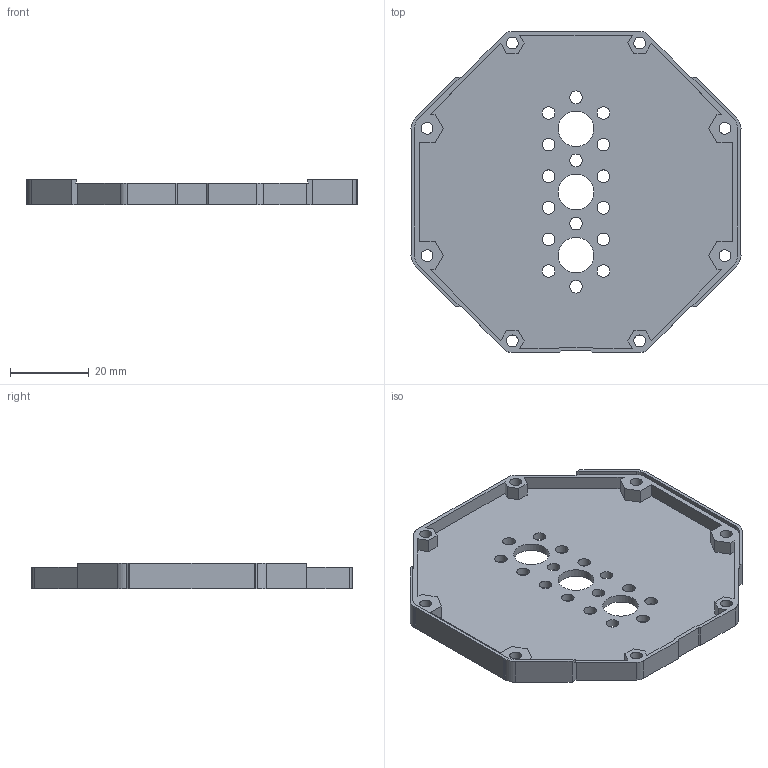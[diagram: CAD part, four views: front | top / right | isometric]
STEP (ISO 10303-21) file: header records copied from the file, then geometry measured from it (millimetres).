
FILE_DESCRIPTION(/* description */ (''),/* implementation_level */ '2;1');
FILE_NAME(/* name */ '70faf77c-d06b-4068-b7b8-60f0b36f6806.stp',/* time_stamp */ '2021-01-16T22:35:39+00:00',/* author */ (''),/* organization */ (''),/* preprocessor_version */ 'ST-DEVELOPER v18.1',/* originating_system */ 'Autodesk Translation Framework v9.7.1.1290',/* authorisation */ '');
FILE_SCHEMA (('AUTOMOTIVE_DESIGN { 1 0 10303 214 3 1 1 }'));
Length unit declared in the file: millimetre
Products named in the file (1): Rev Robotics RoverWing Mounting Plate
Bounding box: 83.7 x 81.28 x 6.5 mm (x, y, z)
Volume: 12595 mm3; surface area: 14332.7 mm2
Topology: 1 solids, 1 shells, 150 faces, 429 edges, 286 vertices
Faces by surface type: plane 111, cylinder 39
Full cylindrical faces by diameter (mm): 3 x8, 3.2 x16, 9 x3
Entity records: 5001 total; most frequent: CARTESIAN_POINT 866, ORIENTED_EDGE 858, DIRECTION 809, EDGE_CURVE 429, LINE 351, VECTOR 351, VERTEX_POINT 286, AXIS2_PLACEMENT_3D 229
